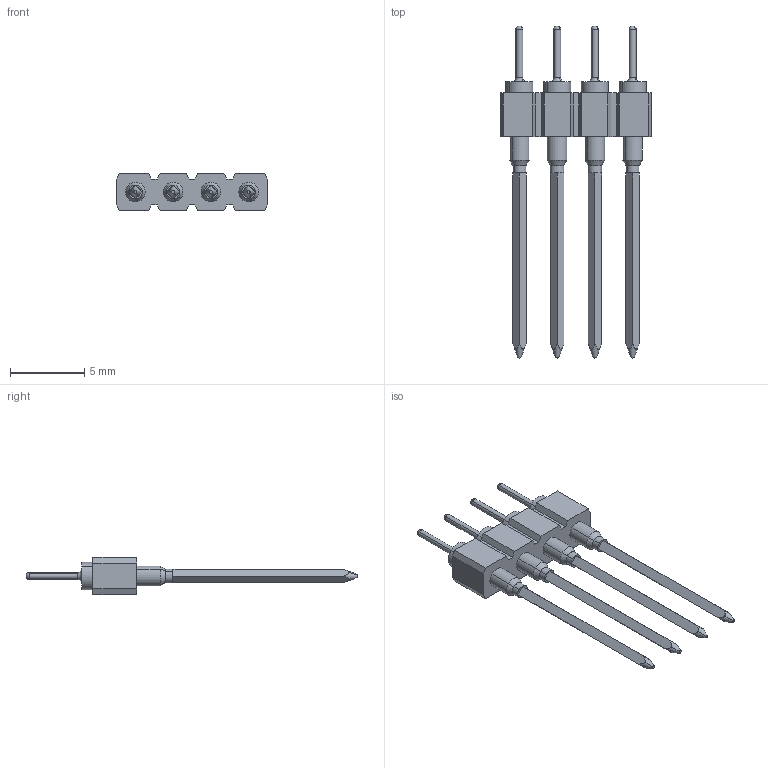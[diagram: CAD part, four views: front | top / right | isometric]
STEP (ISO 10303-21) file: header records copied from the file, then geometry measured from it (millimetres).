
FILE_DESCRIPTION(('STEP AP214'),'1');
FILE_NAME('pcb_connector_353-10-104-00-001101.stp','2015-04-10T03:42:11',('TraceParts'),('TraceParts S.A.'),'XStep 1.0',' ',' ');
FILE_SCHEMA(('automotive_design'));
Length unit declared in the file: millimetre
Products named in the file (1): 1
Bounding box: 10.16 x 22.36 x 2.54 mm (x, y, z)
Volume: 113.3 mm3; surface area: 326.6 mm2
Topology: 1 solids, 1 shells, 130 faces, 328 edges, 216 vertices
Faces by surface type: plane 66, cylinder 32, torus 16, cone 16
Entity records: 7688 total; most frequent: CARTESIAN_POINT 723, DIRECTION 694, STYLED_ITEM 674, PRESENTATION_STYLE_ASSIGNMENT 674, COLOUR_RGB 674, ORIENTED_EDGE 656, EDGE_CURVE 328, CURVE_STYLE 328
